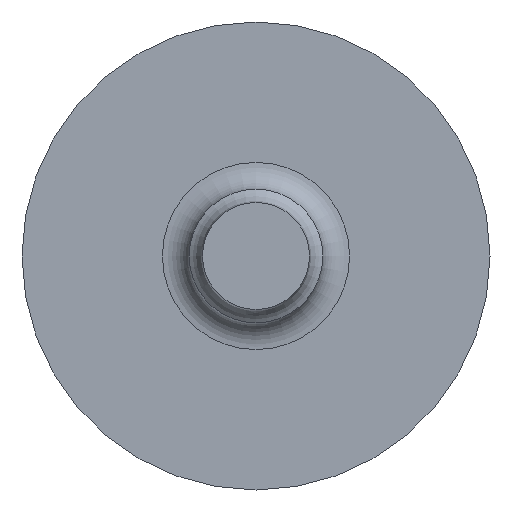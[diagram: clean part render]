
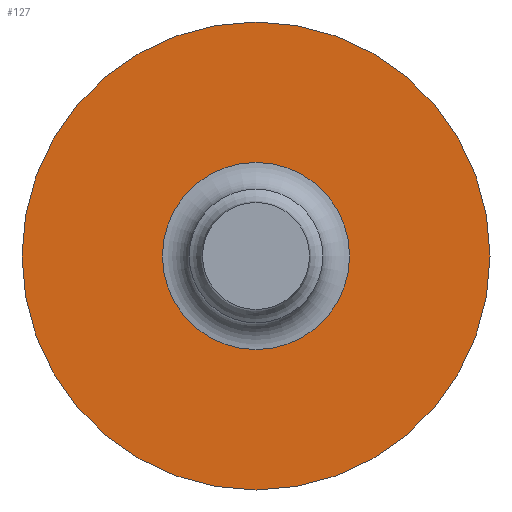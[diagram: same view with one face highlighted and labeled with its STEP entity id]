
A CAD part, front view. The second image highlights one B-rep face of the part: STEP entity #127.
In plain terms, the highlighted planar face has unit normal (0, -1, 0).
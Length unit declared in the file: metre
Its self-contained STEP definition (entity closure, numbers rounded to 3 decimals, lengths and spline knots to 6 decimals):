
#16=PLANE('',#157);
#27=ORIENTED_EDGE('',*,*,#46,.T.);
#28=ORIENTED_EDGE('',*,*,#44,.T.);
#44=EDGE_CURVE('',#55,#55,#66,.T.);
#46=EDGE_CURVE('',#57,#57,#68,.F.);
#55=VERTEX_POINT('',#229);
#57=VERTEX_POINT('',#236);
#66=CIRCLE('',#153,0.0175);
#68=CIRCLE('',#158,0.007);
#82=EDGE_LOOP('',(#27));
#83=EDGE_LOOP('',(#28));
#104=FACE_BOUND('',#82,.T.);
#105=FACE_BOUND('',#83,.T.);
#127=ADVANCED_FACE('',(#104,#105),#16,.T.);
#153=AXIS2_PLACEMENT_3D('',#228,#183,#184);
#157=AXIS2_PLACEMENT_3D('',#234,#191,#192);
#158=AXIS2_PLACEMENT_3D('',#235,#193,#194);
#183=DIRECTION('',(0.,-1.,0.));
#184=DIRECTION('',(0.,0.,-1.));
#191=DIRECTION('',(0.,-1.,0.));
#192=DIRECTION('',(1.,0.,0.));
#193=DIRECTION('',(0.,-1.,0.));
#194=DIRECTION('',(0.,0.,-1.));
#228=CARTESIAN_POINT('',(0.,-0.022,0.));
#229=CARTESIAN_POINT('',(0.,-0.022,-0.0175));
#234=CARTESIAN_POINT('',(0.,-0.022,0.));
#235=CARTESIAN_POINT('',(0.,-0.022,0.));
#236=CARTESIAN_POINT('',(0.,-0.022,-0.007));
